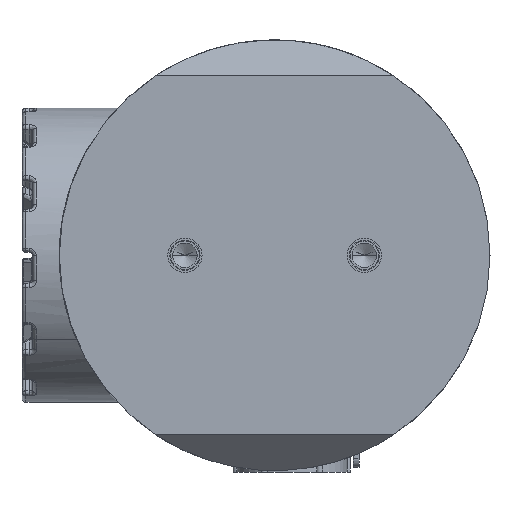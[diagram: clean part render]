
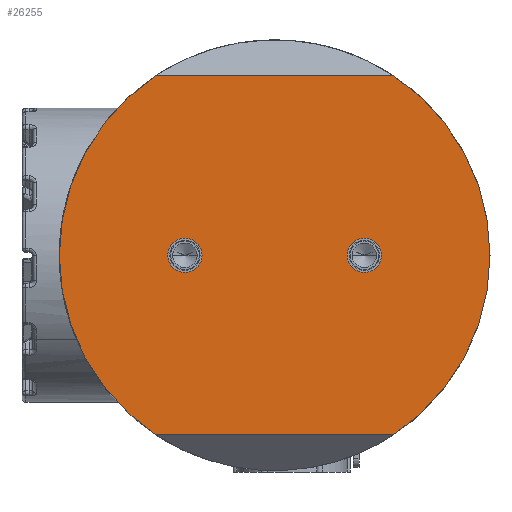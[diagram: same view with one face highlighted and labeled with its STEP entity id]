
A CAD part, front view. The second image highlights one B-rep face of the part: STEP entity #26255.
In plain terms, the highlighted planar face has unit normal (0, -1, 0).
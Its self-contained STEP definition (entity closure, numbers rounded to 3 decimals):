
#1352 = DIRECTION ( 'NONE',  ( 0., 1., 0. ) ) ;
#2070 = ORIENTED_EDGE ( 'NONE', *, *, #59604, .F. ) ;
#2449 = EDGE_CURVE ( 'NONE', #20274, #77380, #73712, .T. ) ;
#4256 = EDGE_LOOP ( 'NONE', ( #93278, #35172, #95692, #2070, #22177, #89763 ) ) ;
#4558 = VECTOR ( 'NONE', #77613, 1000. ) ;
#7313 = EDGE_LOOP ( 'NONE', ( #83795, #45807 ) ) ;
#7650 = EDGE_CURVE ( 'NONE', #79186, #54251, #94617, .T. ) ;
#8764 = CARTESIAN_POINT ( 'NONE',  ( 0., 0., 50. ) ) ;
#10539 = AXIS2_PLACEMENT_3D ( 'NONE', #46608, #1352, #54220 ) ;
#11161 = EDGE_CURVE ( 'NONE', #55846, #33254, #63581, .T. ) ;
#11489 = DIRECTION ( 'NONE',  ( -1., 0., 0. ) ) ;
#19129 = CARTESIAN_POINT ( 'NONE',  ( -25., 0., 0. ) ) ;
#20205 = AXIS2_PLACEMENT_3D ( 'NONE', #89810, #44382, #97489 ) ;
#20274 = VERTEX_POINT ( 'NONE', #89528 ) ;
#22177 = ORIENTED_EDGE ( 'NONE', *, *, #2449, .F. ) ;
#22762 = VERTEX_POINT ( 'NONE', #72798 ) ;
#22963 = AXIS2_PLACEMENT_3D ( 'NONE', #36426, #89471, #44054 ) ;
#23320 = ORIENTED_EDGE ( 'NONE', *, *, #75614, .F. ) ;
#24222 = CIRCLE ( 'NONE', #61531, 4.762 ) ;
#26255 = ADVANCED_FACE ( 'NONE', ( #78350, #55763, #96207 ), #86316, .T. ) ;
#26736 = DIRECTION ( 'NONE',  ( -1., 0., 0. ) ) ;
#26856 = CIRCLE ( 'NONE', #35112, 60. ) ;
#29147 = DIRECTION ( 'NONE',  ( 0., -1., 0. ) ) ;
#31791 = LINE ( 'NONE', #54902, #87478 ) ;
#32823 = CARTESIAN_POINT ( 'NONE',  ( -25., 0., 0. ) ) ;
#33254 = VERTEX_POINT ( 'NONE', #44606 ) ;
#35112 = AXIS2_PLACEMENT_3D ( 'NONE', #35861, #88877, #43455 ) ;
#35172 = ORIENTED_EDGE ( 'NONE', *, *, #88943, .F. ) ;
#35861 = CARTESIAN_POINT ( 'NONE',  ( 0., 0., 0. ) ) ;
#36426 = CARTESIAN_POINT ( 'NONE',  ( 25., 0., 0. ) ) ;
#36783 = CARTESIAN_POINT ( 'NONE',  ( -33.166, 0., 50. ) ) ;
#40439 = DIRECTION ( 'NONE',  ( -1., 0., 0. ) ) ;
#42091 = AXIS2_PLACEMENT_3D ( 'NONE', #56307, #56293, #56198 ) ;
#43455 = DIRECTION ( 'NONE',  ( 1., 0., 0. ) ) ;
#44054 = DIRECTION ( 'NONE',  ( -1., 0., 0. ) ) ;
#44382 = DIRECTION ( 'NONE',  ( 0., 1., 0. ) ) ;
#44606 = CARTESIAN_POINT ( 'NONE',  ( 60., 0., 0. ) ) ;
#45807 = ORIENTED_EDGE ( 'NONE', *, *, #7650, .F. ) ;
#46608 = CARTESIAN_POINT ( 'NONE',  ( 0., 0., 0. ) ) ;
#48364 = CIRCLE ( 'NONE', #95246, 4.762 ) ;
#53046 = CARTESIAN_POINT ( 'NONE',  ( 29.762, 0., 0. ) ) ;
#54130 = CIRCLE ( 'NONE', #20205, 60. ) ;
#54220 = DIRECTION ( 'NONE',  ( 1., 0., 0. ) ) ;
#54251 = VERTEX_POINT ( 'NONE', #95672 ) ;
#54902 = CARTESIAN_POINT ( 'NONE',  ( 0., 0., -50. ) ) ;
#55763 = FACE_BOUND ( 'NONE', #7313, .T. ) ;
#55846 = VERTEX_POINT ( 'NONE', #69923 ) ;
#56198 = DIRECTION ( 'NONE',  ( 1., 0., 0. ) ) ;
#56293 = DIRECTION ( 'NONE',  ( 0., 1., 0. ) ) ;
#56307 = CARTESIAN_POINT ( 'NONE',  ( 0., 0., 0. ) ) ;
#56632 = CIRCLE ( 'NONE', #90713, 4.762 ) ;
#56772 = DIRECTION ( 'NONE',  ( 0., -1., 0. ) ) ;
#58903 = EDGE_CURVE ( 'NONE', #22762, #75158, #48364, .T. ) ;
#59052 = DIRECTION ( 'NONE',  ( -1., 0., 0. ) ) ;
#59201 = EDGE_CURVE ( 'NONE', #54251, #79186, #56632, .T. ) ;
#59349 = EDGE_CURVE ( 'NONE', #62989, #88707, #31791, .T. ) ;
#59604 = EDGE_CURVE ( 'NONE', #77380, #55846, #98199, .T. ) ;
#60186 = CARTESIAN_POINT ( 'NONE',  ( -20.238, 0., 0. ) ) ;
#61531 = AXIS2_PLACEMENT_3D ( 'NONE', #19129, #72143, #26736 ) ;
#61929 = AXIS2_PLACEMENT_3D ( 'NONE', #94619, #56772, #11489 ) ;
#62989 = VERTEX_POINT ( 'NONE', #81446 ) ;
#63581 = CIRCLE ( 'NONE', #10539, 60. ) ;
#69923 = CARTESIAN_POINT ( 'NONE',  ( 33.166, 0., 50. ) ) ;
#72143 = DIRECTION ( 'NONE',  ( 0., -1., 0. ) ) ;
#72798 = CARTESIAN_POINT ( 'NONE',  ( -29.762, 0., 0. ) ) ;
#73712 = CIRCLE ( 'NONE', #42091, 60. ) ;
#74561 = CARTESIAN_POINT ( 'NONE',  ( 25., 0., 0. ) ) ;
#75158 = VERTEX_POINT ( 'NONE', #60186 ) ;
#75614 = EDGE_CURVE ( 'NONE', #75158, #22762, #24222, .T. ) ;
#76655 = ORIENTED_EDGE ( 'NONE', *, *, #58903, .F. ) ;
#77380 = VERTEX_POINT ( 'NONE', #36783 ) ;
#77613 = DIRECTION ( 'NONE',  ( 1., 0., 0. ) ) ;
#78350 = FACE_BOUND ( 'NONE', #83012, .T. ) ;
#79186 = VERTEX_POINT ( 'NONE', #53046 ) ;
#80214 = CARTESIAN_POINT ( 'NONE',  ( -33.166, 0., -50. ) ) ;
#81446 = CARTESIAN_POINT ( 'NONE',  ( 33.166, 0., -50. ) ) ;
#81683 = EDGE_CURVE ( 'NONE', #88707, #20274, #26856, .T. ) ;
#82148 = DIRECTION ( 'NONE',  ( -1., 0., 0. ) ) ;
#83012 = EDGE_LOOP ( 'NONE', ( #76655, #23320 ) ) ;
#83795 = ORIENTED_EDGE ( 'NONE', *, *, #59201, .F. ) ;
#85837 = DIRECTION ( 'NONE',  ( 0., -1., 0. ) ) ;
#86316 = PLANE ( 'NONE',  #61929 ) ;
#87478 = VECTOR ( 'NONE', #59052, 1000. ) ;
#88707 = VERTEX_POINT ( 'NONE', #80214 ) ;
#88877 = DIRECTION ( 'NONE',  ( 0., 1., 0. ) ) ;
#88943 = EDGE_CURVE ( 'NONE', #33254, #62989, #54130, .T. ) ;
#89471 = DIRECTION ( 'NONE',  ( 0., -1., 0. ) ) ;
#89528 = CARTESIAN_POINT ( 'NONE',  ( -60., 0., 0. ) ) ;
#89763 = ORIENTED_EDGE ( 'NONE', *, *, #81683, .F. ) ;
#89810 = CARTESIAN_POINT ( 'NONE',  ( 0., 0., 0. ) ) ;
#90713 = AXIS2_PLACEMENT_3D ( 'NONE', #74561, #29147, #82148 ) ;
#93278 = ORIENTED_EDGE ( 'NONE', *, *, #59349, .F. ) ;
#94617 = CIRCLE ( 'NONE', #22963, 4.762 ) ;
#94619 = CARTESIAN_POINT ( 'NONE',  ( 0., 0., 0. ) ) ;
#95246 = AXIS2_PLACEMENT_3D ( 'NONE', #32823, #85837, #40439 ) ;
#95672 = CARTESIAN_POINT ( 'NONE',  ( 20.238, 0., 0. ) ) ;
#95692 = ORIENTED_EDGE ( 'NONE', *, *, #11161, .F. ) ;
#96207 = FACE_OUTER_BOUND ( 'NONE', #4256, .T. ) ;
#97489 = DIRECTION ( 'NONE',  ( 1., 0., 0. ) ) ;
#98199 = LINE ( 'NONE', #8764, #4558 ) ;
